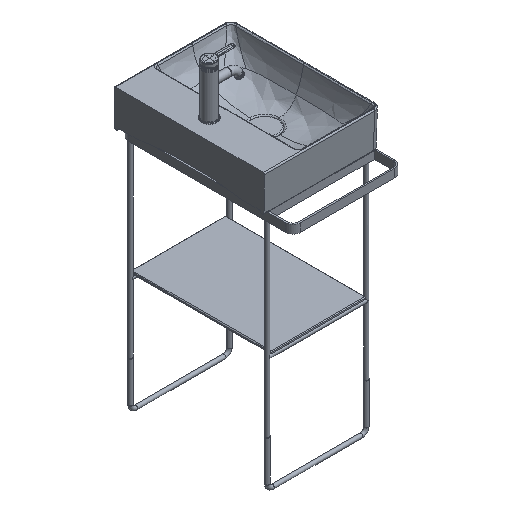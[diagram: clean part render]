
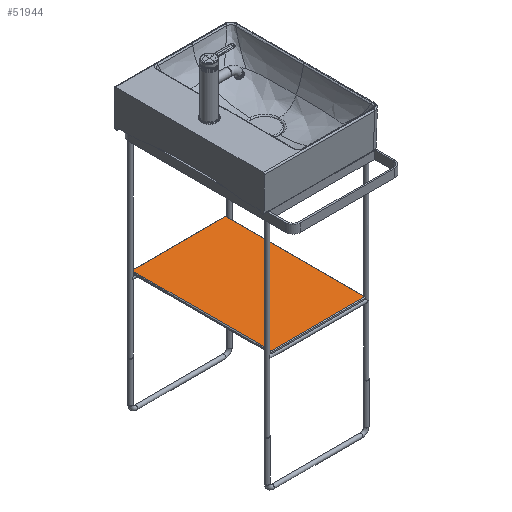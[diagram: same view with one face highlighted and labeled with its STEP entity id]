
A CAD part, isometric view. The second image highlights one B-rep face of the part: STEP entity #51944.
In plain terms, the highlighted planar face has unit normal (0, 0, 1).
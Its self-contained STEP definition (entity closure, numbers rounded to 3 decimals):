
#51530=CARTESIAN_POINT('',(546.405,12.181,8.0));
#51531=VERTEX_POINT('',#51530);
#51638=CARTESIAN_POINT('',(129.905,-268.319,8.0));
#51639=VERTEX_POINT('',#51638);
#51692=CARTESIAN_POINT('',(546.405,-268.319,8.0));
#51693=VERTEX_POINT('',#51692);
#51752=CARTESIAN_POINT('',(546.405,12.181,8.0));
#51753=DIRECTION('',(0.0,-1.0,0.0));
#51754=VECTOR('',#51753,280.5);
#51755=LINE('',#51752,#51754);
#51756=EDGE_CURVE('',#51531,#51693,#51755,.T.);
#51774=CARTESIAN_POINT('',(546.405,-268.319,8.0));
#51775=DIRECTION('',(-1.0,0.0,0.0));
#51776=VECTOR('',#51775,416.5);
#51777=LINE('',#51774,#51776);
#51778=EDGE_CURVE('',#51693,#51639,#51777,.T.);
#51797=CARTESIAN_POINT('',(129.905,12.181,8.0));
#51798=VERTEX_POINT('',#51797);
#51799=CARTESIAN_POINT('',(129.905,-268.319,8.0));
#51800=DIRECTION('',(0.0,1.0,0.0));
#51801=VECTOR('',#51800,280.5);
#51802=LINE('',#51799,#51801);
#51803=EDGE_CURVE('',#51639,#51798,#51802,.T.);
#51841=CARTESIAN_POINT('',(129.905,12.181,8.0));
#51842=DIRECTION('',(1.0,0.0,0.0));
#51843=VECTOR('',#51842,416.5);
#51844=LINE('',#51841,#51843);
#51845=EDGE_CURVE('',#51798,#51531,#51844,.T.);
#51933=CARTESIAN_POINT('',(338.155,-128.069,8.0));
#51934=DIRECTION('',(0.0,0.0,1.0));
#51935=DIRECTION('',(1.0,0.0,0.0));
#51936=AXIS2_PLACEMENT_3D('',#51933,#51934,#51935);
#51937=PLANE('',#51936);
#51938=ORIENTED_EDGE('',*,*,#51756,.F.);
#51939=ORIENTED_EDGE('',*,*,#51845,.F.);
#51940=ORIENTED_EDGE('',*,*,#51803,.F.);
#51941=ORIENTED_EDGE('',*,*,#51778,.F.);
#51942=EDGE_LOOP('',(#51938,#51939,#51940,#51941));
#51943=FACE_OUTER_BOUND('',#51942,.T.);
#51944=ADVANCED_FACE('',(#51943),#51937,.T.);
